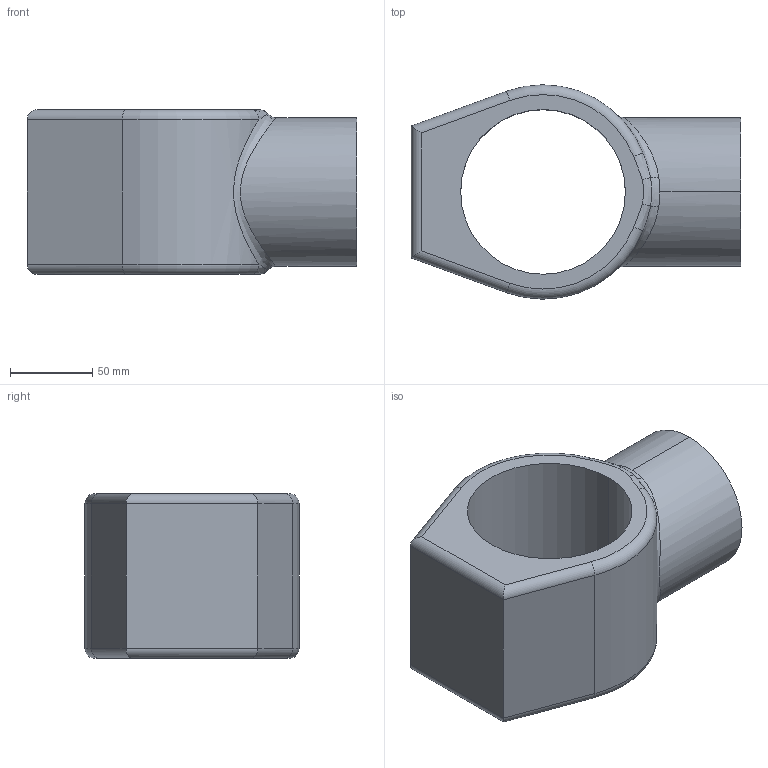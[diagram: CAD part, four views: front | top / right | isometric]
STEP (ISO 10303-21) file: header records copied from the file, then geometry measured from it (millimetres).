
FILE_DESCRIPTION (( 'STEP AP203' ), '1' );
FILE_NAME ('Part3_Link4_Default_sldprt.STEP', '2025-09-14T17:42:38', ( '' ), ( '' ), 'SwSTEP 2.0', 'SolidWorks 2018', '' );
FILE_SCHEMA (( 'CONFIG_CONTROL_DESIGN' ));
Length unit declared in the file: millimetre
Products named in the file (1): Part3_Link4_Default_sldprt
Bounding box: 200 x 130 x 100 mm (x, y, z)
Volume: 1109365.2 mm3; surface area: 107446.6 mm2
Topology: 1 solids, 1 shells, 35 faces, 80 edges, 48 vertices
Faces by surface type: cylinder 14, bspline 10, plane 7, torus 4
Entity records: 1923 total; most frequent: CARTESIAN_POINT 1118, ORIENTED_EDGE 160, DIRECTION 142, EDGE_CURVE 80, AXIS2_PLACEMENT_3D 60, VERTEX_POINT 48, EDGE_LOOP 38, FACE_OUTER_BOUND 35
